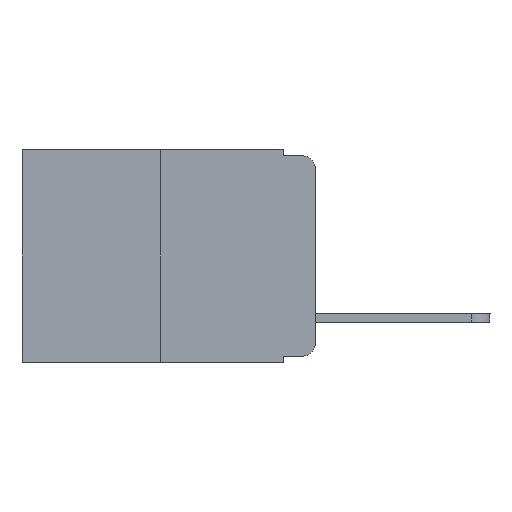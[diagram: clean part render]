
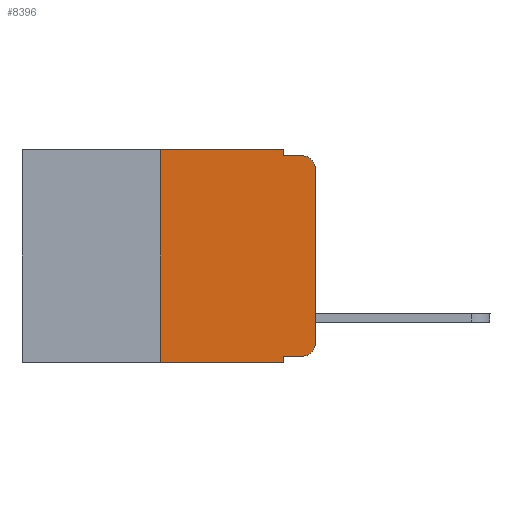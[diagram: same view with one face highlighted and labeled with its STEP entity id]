
A CAD part, left-side view. The second image highlights one B-rep face of the part: STEP entity #8396.
In plain terms, the highlighted planar face has unit normal (-1, 0, 0).
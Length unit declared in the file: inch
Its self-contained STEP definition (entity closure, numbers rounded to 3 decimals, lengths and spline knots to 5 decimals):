
#129 = DIRECTION ( 'NONE',  ( 0., 0., -1. ) ) ;
#653 = DIRECTION ( 'NONE',  ( -1., 0., 0. ) ) ;
#694 = EDGE_CURVE ( 'NONE', #8416, #7402, #13501, .T. ) ;
#1320 = VERTEX_POINT ( 'NONE', #12073 ) ;
#1581 = CARTESIAN_POINT ( 'NONE',  ( 0., 0.25, 0. ) ) ;
#1609 = DIRECTION ( 'NONE',  ( 0., -1., 0. ) ) ;
#1816 = DIRECTION ( 'NONE',  ( 0., 0., -1. ) ) ;
#2106 = VERTEX_POINT ( 'NONE', #13666 ) ;
#2125 = DIRECTION ( 'NONE',  ( 0., 0., 1. ) ) ;
#2133 = LINE ( 'NONE', #16887, #6027 ) ;
#3780 = EDGE_CURVE ( 'NONE', #8567, #19541, #20596, .T. ) ;
#4726 = EDGE_CURVE ( 'NONE', #7805, #1320, #5571, .T. ) ;
#4757 = ORIENTED_EDGE ( 'NONE', *, *, #12931, .T. ) ;
#4838 = CARTESIAN_POINT ( 'NONE',  ( 0., 0.051, -0.343 ) ) ;
#5571 = LINE ( 'NONE', #20791, #7738 ) ;
#5582 = ORIENTED_EDGE ( 'NONE', *, *, #694, .F. ) ;
#6027 = VECTOR ( 'NONE', #11251, 39.37008 ) ;
#6034 = CARTESIAN_POINT ( 'NONE',  ( 0., 0.02, -0.01 ) ) ;
#6544 = ORIENTED_EDGE ( 'NONE', *, *, #8138, .T. ) ;
#6744 = VECTOR ( 'NONE', #129, 39.37008 ) ;
#7378 = EDGE_CURVE ( 'NONE', #19541, #7805, #16197, .T. ) ;
#7402 = VERTEX_POINT ( 'NONE', #4838 ) ;
#7738 = VECTOR ( 'NONE', #1816, 39.37008 ) ;
#7765 = CARTESIAN_POINT ( 'NONE',  ( 0., 0.02, -0.03 ) ) ;
#7805 = VERTEX_POINT ( 'NONE', #10282 ) ;
#7930 = EDGE_CURVE ( 'NONE', #8416, #20328, #20525, .T. ) ;
#8074 = LINE ( 'NONE', #10180, #10163 ) ;
#8138 = EDGE_CURVE ( 'NONE', #20328, #16449, #20088, .T. ) ;
#8213 = VECTOR ( 'NONE', #2125, 39.37008 ) ;
#8396 = ADVANCED_FACE ( 'NONE', ( #19248 ), #21236, .F. ) ;
#8416 = VERTEX_POINT ( 'NONE', #13161 ) ;
#8457 = CARTESIAN_POINT ( 'NONE',  ( 0., 0.473, 0. ) ) ;
#8567 = VERTEX_POINT ( 'NONE', #13998 ) ;
#8734 = CARTESIAN_POINT ( 'NONE',  ( 0., 0.473, -0.343 ) ) ;
#8823 = VECTOR ( 'NONE', #23827, 39.37008 ) ;
#9696 = CARTESIAN_POINT ( 'NONE',  ( 0., 0., -0.313 ) ) ;
#9839 = CIRCLE ( 'NONE', #15824, 0.02 ) ;
#10163 = VECTOR ( 'NONE', #15810, 39.37008 ) ;
#10180 = CARTESIAN_POINT ( 'NONE',  ( 0., 0.051, -0.01 ) ) ;
#10282 = CARTESIAN_POINT ( 'NONE',  ( 0., 0.051, 0. ) ) ;
#10707 = EDGE_CURVE ( 'NONE', #1320, #15527, #8074, .T. ) ;
#11039 = CARTESIAN_POINT ( 'NONE',  ( 0., 0.051, -0.333 ) ) ;
#11251 = DIRECTION ( 'NONE',  ( 0., 0., 1. ) ) ;
#11412 = ORIENTED_EDGE ( 'NONE', *, *, #3780, .F. ) ;
#11533 = ORIENTED_EDGE ( 'NONE', *, *, #4726, .F. ) ;
#11758 = DIRECTION ( 'NONE',  ( 1., 0., 0. ) ) ;
#12073 = CARTESIAN_POINT ( 'NONE',  ( 0., 0.051, -0.01 ) ) ;
#12446 = ORIENTED_EDGE ( 'NONE', *, *, #12653, .T. ) ;
#12653 = EDGE_CURVE ( 'NONE', #2106, #15527, #9839, .T. ) ;
#12800 = EDGE_LOOP ( 'NONE', ( #20692, #12446, #24526, #11533, #12916, #11412, #4757, #5582, #21490, #6544 ) ) ;
#12916 = ORIENTED_EDGE ( 'NONE', *, *, #7378, .F. ) ;
#12931 = EDGE_CURVE ( 'NONE', #8567, #7402, #18234, .T. ) ;
#12947 = VECTOR ( 'NONE', #20146, 39.37008 ) ;
#13161 = CARTESIAN_POINT ( 'NONE',  ( 0., 0.051, -0.333 ) ) ;
#13501 = LINE ( 'NONE', #15120, #6744 ) ;
#13666 = CARTESIAN_POINT ( 'NONE',  ( 0., 0., -0.03 ) ) ;
#13998 = CARTESIAN_POINT ( 'NONE',  ( 0., 0.25, -0.343 ) ) ;
#15120 = CARTESIAN_POINT ( 'NONE',  ( 0., 0.051, 0. ) ) ;
#15505 = DIRECTION ( 'NONE',  ( 0., 0., -1. ) ) ;
#15527 = VERTEX_POINT ( 'NONE', #6034 ) ;
#15775 = DIRECTION ( 'NONE',  ( 0., 0., -1. ) ) ;
#15810 = DIRECTION ( 'NONE',  ( 0., -1., 0. ) ) ;
#15824 = AXIS2_PLACEMENT_3D ( 'NONE', #7765, #21352, #17270 ) ;
#16137 = CARTESIAN_POINT ( 'NONE',  ( 0., 0.02, -0.313 ) ) ;
#16197 = LINE ( 'NONE', #8457, #8823 ) ;
#16449 = VERTEX_POINT ( 'NONE', #9696 ) ;
#16887 = CARTESIAN_POINT ( 'NONE',  ( 0., 0., 0. ) ) ;
#17141 = CARTESIAN_POINT ( 'NONE',  ( 0., 0.473, 0. ) ) ;
#17270 = DIRECTION ( 'NONE',  ( 0., 0., -1. ) ) ;
#18117 = AXIS2_PLACEMENT_3D ( 'NONE', #16137, #653, #15775 ) ;
#18234 = LINE ( 'NONE', #8734, #22636 ) ;
#19234 = CARTESIAN_POINT ( 'NONE',  ( 0., 0.25, 0. ) ) ;
#19248 = FACE_OUTER_BOUND ( 'NONE', #12800, .T. ) ;
#19541 = VERTEX_POINT ( 'NONE', #1581 ) ;
#20088 = CIRCLE ( 'NONE', #18117, 0.02 ) ;
#20146 = DIRECTION ( 'NONE',  ( 0., -1., 0. ) ) ;
#20328 = VERTEX_POINT ( 'NONE', #24495 ) ;
#20525 = LINE ( 'NONE', #11039, #12947 ) ;
#20596 = LINE ( 'NONE', #19234, #8213 ) ;
#20692 = ORIENTED_EDGE ( 'NONE', *, *, #23506, .T. ) ;
#20791 = CARTESIAN_POINT ( 'NONE',  ( 0., 0.051, 0. ) ) ;
#21236 = PLANE ( 'NONE',  #24121 ) ;
#21352 = DIRECTION ( 'NONE',  ( -1., 0., 0. ) ) ;
#21490 = ORIENTED_EDGE ( 'NONE', *, *, #7930, .T. ) ;
#22636 = VECTOR ( 'NONE', #1609, 39.37008 ) ;
#23506 = EDGE_CURVE ( 'NONE', #16449, #2106, #2133, .T. ) ;
#23827 = DIRECTION ( 'NONE',  ( 0., -1., 0. ) ) ;
#24121 = AXIS2_PLACEMENT_3D ( 'NONE', #17141, #11758, #15505 ) ;
#24495 = CARTESIAN_POINT ( 'NONE',  ( 0., 0.02, -0.333 ) ) ;
#24526 = ORIENTED_EDGE ( 'NONE', *, *, #10707, .F. ) ;
